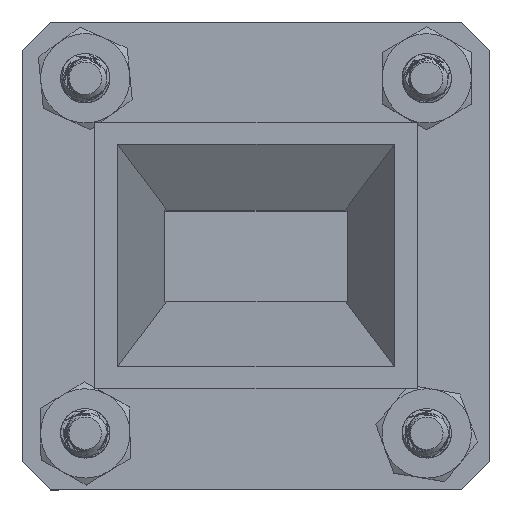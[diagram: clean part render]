
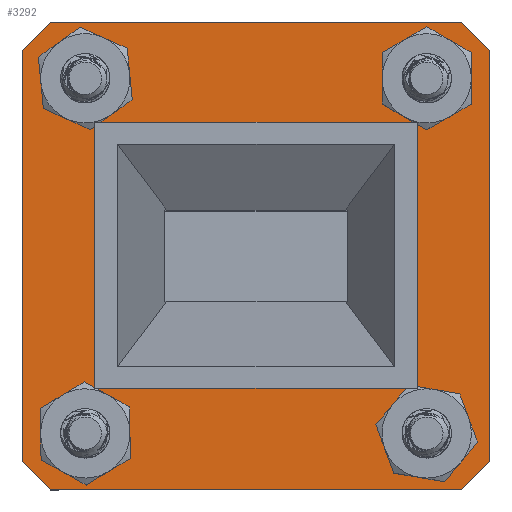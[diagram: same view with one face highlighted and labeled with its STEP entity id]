
A CAD part, top view. The second image highlights one B-rep face of the part: STEP entity #3292.
In plain terms, the highlighted planar face has unit normal (0, 0, 1).
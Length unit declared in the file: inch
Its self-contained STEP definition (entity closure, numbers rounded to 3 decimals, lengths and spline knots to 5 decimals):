
#48 = LINE ( 'NONE', #13882, #16337 ) ;
#60 = EDGE_CURVE ( 'NONE', #4072, #4072, #14607, .T. ) ;
#356 = EDGE_LOOP ( 'NONE', ( #17059, #6454, #10701, #19671, #18824, #16848, #21751, #11807 ) ) ;
#505 = LINE ( 'NONE', #11089, #11459 ) ;
#615 = DIRECTION ( 'NONE',  ( -1., 0., 0. ) ) ;
#677 = VECTOR ( 'NONE', #20133, 39.37008 ) ;
#948 = DIRECTION ( 'NONE',  ( 0., 0., -1. ) ) ;
#1226 = DIRECTION ( 'NONE',  ( 0., 0., -1. ) ) ;
#1307 = DIRECTION ( 'NONE',  ( -1., 0., 0. ) ) ;
#1457 = DIRECTION ( 'NONE',  ( -1., 0., 0. ) ) ;
#1543 = FACE_BOUND ( 'NONE', #12622, .T. ) ;
#1550 = EDGE_LOOP ( 'NONE', ( #12888 ) ) ;
#1879 = CARTESIAN_POINT ( 'NONE',  ( -0.56988, 0.47795, 1.49331 ) ) ;
#2002 = VERTEX_POINT ( 'NONE', #9135 ) ;
#2119 = CARTESIAN_POINT ( 'NONE',  ( 0.20624, 0.65492, 1.49331 ) ) ;
#2344 = VERTEX_POINT ( 'NONE', #20517 ) ;
#2530 = VECTOR ( 'NONE', #13162, 39.37008 ) ;
#2818 = FACE_BOUND ( 'NONE', #12548, .T. ) ;
#2830 = CARTESIAN_POINT ( 'NONE',  ( -0.20624, 0.33366, 1.49331 ) ) ;
#2886 = CARTESIAN_POINT ( 'NONE',  ( 0.42421, 0.47795, 1.49331 ) ) ;
#2986 = DIRECTION ( 'NONE',  ( 0., 0., -1. ) ) ;
#3049 = FACE_BOUND ( 'NONE', #19933, .T. ) ;
#3292 = ADVANCED_FACE ( 'NONE', ( #3049, #2818, #13751, #10148, #1543, #22465 ), #8273, .F. ) ;
#3522 = VECTOR ( 'NONE', #3951, 39.37008 ) ;
#3633 = VERTEX_POINT ( 'NONE', #18274 ) ;
#3932 = VERTEX_POINT ( 'NONE', #7628 ) ;
#3951 = DIRECTION ( 'NONE',  ( -0.707, 0.707, 0. ) ) ;
#4019 = CARTESIAN_POINT ( 'NONE',  ( 0.20624, 0.33366, 1.49331 ) ) ;
#4072 = VERTEX_POINT ( 'NONE', #1879 ) ;
#4132 = DIRECTION ( 'NONE',  ( 1., 0., 0. ) ) ;
#4177 = EDGE_CURVE ( 'NONE', #13925, #22316, #19247, .T. ) ;
#4227 = ORIENTED_EDGE ( 'NONE', *, *, #5554, .T. ) ;
#4343 = DIRECTION ( 'NONE',  ( -1., 0., 0. ) ) ;
#4360 = VECTOR ( 'NONE', #10929, 39.37008 ) ;
#4412 = VECTOR ( 'NONE', #15817, 39.37008 ) ;
#4754 = ORIENTED_EDGE ( 'NONE', *, *, #60, .T. ) ;
#5493 = LINE ( 'NONE', #2119, #677 ) ;
#5538 = VECTOR ( 'NONE', #13665, 39.37008 ) ;
#5539 = LINE ( 'NONE', #4019, #5948 ) ;
#5554 = EDGE_CURVE ( 'NONE', #16139, #14568, #16018, .T. ) ;
#5703 = LINE ( 'NONE', #14764, #13112 ) ;
#5863 = AXIS2_PLACEMENT_3D ( 'NONE', #15401, #20509, #4343 ) ;
#5948 = VECTOR ( 'NONE', #4132, 39.37008 ) ;
#5953 = DIRECTION ( 'NONE',  ( -1., 0., 0. ) ) ;
#6406 = LINE ( 'NONE', #11767, #2530 ) ;
#6454 = ORIENTED_EDGE ( 'NONE', *, *, #12457, .T. ) ;
#6884 = DIRECTION ( 'NONE',  ( 0., 0., -1. ) ) ;
#7305 = LINE ( 'NONE', #10136, #18154 ) ;
#7628 = CARTESIAN_POINT ( 'NONE',  ( 0.57618, -0.65492, 1.49331 ) ) ;
#7929 = CIRCLE ( 'NONE', #16868, 0.07283 ) ;
#8273 = PLANE ( 'NONE',  #17209 ) ;
#8283 = ORIENTED_EDGE ( 'NONE', *, *, #20613, .T. ) ;
#8332 = CARTESIAN_POINT ( 'NONE',  ( -0.20624, -0.33366, 1.49331 ) ) ;
#9058 = VERTEX_POINT ( 'NONE', #12880 ) ;
#9135 = CARTESIAN_POINT ( 'NONE',  ( 0.65492, -0.57618, 1.49331 ) ) ;
#9220 = EDGE_CURVE ( 'NONE', #13599, #13599, #7929, .T. ) ;
#9529 = DIRECTION ( 'NONE',  ( -1., 0., 0. ) ) ;
#9876 = EDGE_CURVE ( 'NONE', #21329, #2344, #21625, .T. ) ;
#9922 = DIRECTION ( 'NONE',  ( 0., 1., 0. ) ) ;
#10136 = CARTESIAN_POINT ( 'NONE',  ( -0.65492, 0.33366, 1.49331 ) ) ;
#10148 = FACE_BOUND ( 'NONE', #14050, .T. ) ;
#10626 = CARTESIAN_POINT ( 'NONE',  ( -0.57618, -0.65492, 1.49331 ) ) ;
#10701 = ORIENTED_EDGE ( 'NONE', *, *, #20833, .F. ) ;
#10929 = DIRECTION ( 'NONE',  ( -0.707, -0.707, 0. ) ) ;
#11056 = CARTESIAN_POINT ( 'NONE',  ( 0.65492, 0.57618, 1.49331 ) ) ;
#11089 = CARTESIAN_POINT ( 'NONE',  ( -0.20624, -0.33366, 1.49331 ) ) ;
#11151 = LINE ( 'NONE', #15934, #4360 ) ;
#11396 = CARTESIAN_POINT ( 'NONE',  ( 0.42421, -0.47795, 1.49331 ) ) ;
#11459 = VECTOR ( 'NONE', #615, 39.37008 ) ;
#11722 = VERTEX_POINT ( 'NONE', #18761 ) ;
#11745 = VERTEX_POINT ( 'NONE', #22191 ) ;
#11767 = CARTESIAN_POINT ( 'NONE',  ( 0.65492, -0.57618, 1.49331 ) ) ;
#11807 = ORIENTED_EDGE ( 'NONE', *, *, #9876, .T. ) ;
#11977 = EDGE_CURVE ( 'NONE', #11722, #2344, #5493, .T. ) ;
#12126 = CARTESIAN_POINT ( 'NONE',  ( -0.20624, -0.65492, 1.49331 ) ) ;
#12170 = EDGE_CURVE ( 'NONE', #3932, #2002, #6406, .T. ) ;
#12320 = CARTESIAN_POINT ( 'NONE',  ( 0.65492, -0.65492, 1.49331 ) ) ;
#12457 = EDGE_CURVE ( 'NONE', #11722, #9058, #11151, .T. ) ;
#12548 = EDGE_LOOP ( 'NONE', ( #4754 ) ) ;
#12622 = EDGE_LOOP ( 'NONE', ( #21602, #8283, #4227, #20922 ) ) ;
#12802 = DIRECTION ( 'NONE',  ( -1., 0., 0. ) ) ;
#12880 = CARTESIAN_POINT ( 'NONE',  ( -0.65492, 0.57618, 1.49331 ) ) ;
#12888 = ORIENTED_EDGE ( 'NONE', *, *, #20239, .T. ) ;
#13112 = VECTOR ( 'NONE', #12802, 39.37008 ) ;
#13162 = DIRECTION ( 'NONE',  ( 0.707, 0.707, 0. ) ) ;
#13369 = AXIS2_PLACEMENT_3D ( 'NONE', #17308, #2986, #9529 ) ;
#13599 = VERTEX_POINT ( 'NONE', #11396 ) ;
#13665 = DIRECTION ( 'NONE',  ( 0.707, -0.707, 0. ) ) ;
#13751 = FACE_BOUND ( 'NONE', #1550, .T. ) ;
#13882 = CARTESIAN_POINT ( 'NONE',  ( 0.20624, -0.65492, 1.49331 ) ) ;
#13925 = VERTEX_POINT ( 'NONE', #18455 ) ;
#14050 = EDGE_LOOP ( 'NONE', ( #21788 ) ) ;
#14382 = ORIENTED_EDGE ( 'NONE', *, *, #9220, .T. ) ;
#14404 = DIRECTION ( 'NONE',  ( 0., 1., 0. ) ) ;
#14568 = VERTEX_POINT ( 'NONE', #16214 ) ;
#14607 = CIRCLE ( 'NONE', #19806, 0.07283 ) ;
#14764 = CARTESIAN_POINT ( 'NONE',  ( -0.20624, -0.65492, 1.49331 ) ) ;
#15397 = VECTOR ( 'NONE', #9922, 39.37008 ) ;
#15401 = CARTESIAN_POINT ( 'NONE',  ( -0.49705, -0.47795, 1.49331 ) ) ;
#15437 = VERTEX_POINT ( 'NONE', #16956 ) ;
#15648 = EDGE_CURVE ( 'NONE', #14568, #15437, #5539, .T. ) ;
#15817 = DIRECTION ( 'NONE',  ( 0., -1., 0. ) ) ;
#15934 = CARTESIAN_POINT ( 'NONE',  ( -0.57618, 0.65492, 1.49331 ) ) ;
#16018 = LINE ( 'NONE', #2830, #15397 ) ;
#16024 = EDGE_CURVE ( 'NONE', #16977, #16977, #20418, .T. ) ;
#16139 = VERTEX_POINT ( 'NONE', #8332 ) ;
#16214 = CARTESIAN_POINT ( 'NONE',  ( -0.20624, 0.33366, 1.49331 ) ) ;
#16337 = VECTOR ( 'NONE', #17838, 39.37008 ) ;
#16848 = ORIENTED_EDGE ( 'NONE', *, *, #12170, .T. ) ;
#16868 = AXIS2_PLACEMENT_3D ( 'NONE', #19250, #1226, #1457 ) ;
#16956 = CARTESIAN_POINT ( 'NONE',  ( 0.20624, 0.33366, 1.49331 ) ) ;
#16977 = VERTEX_POINT ( 'NONE', #2886 ) ;
#17059 = ORIENTED_EDGE ( 'NONE', *, *, #11977, .F. ) ;
#17209 = AXIS2_PLACEMENT_3D ( 'NONE', #12126, #6884, #1307 ) ;
#17308 = CARTESIAN_POINT ( 'NONE',  ( 0.49705, 0.47795, 1.49331 ) ) ;
#17513 = CARTESIAN_POINT ( 'NONE',  ( -0.65492, -0.57618, 1.49331 ) ) ;
#17838 = DIRECTION ( 'NONE',  ( 0., -1., 0. ) ) ;
#17871 = CARTESIAN_POINT ( 'NONE',  ( 0.65492, 0.57618, 1.49331 ) ) ;
#18154 = VECTOR ( 'NONE', #14404, 39.37008 ) ;
#18274 = CARTESIAN_POINT ( 'NONE',  ( 0.20624, -0.33366, 1.49331 ) ) ;
#18455 = CARTESIAN_POINT ( 'NONE',  ( -0.65492, -0.57618, 1.49331 ) ) ;
#18761 = CARTESIAN_POINT ( 'NONE',  ( -0.57618, 0.65492, 1.49331 ) ) ;
#18824 = ORIENTED_EDGE ( 'NONE', *, *, #19270, .F. ) ;
#19175 = LINE ( 'NONE', #12320, #4412 ) ;
#19247 = LINE ( 'NONE', #17513, #5538 ) ;
#19250 = CARTESIAN_POINT ( 'NONE',  ( 0.49705, -0.47795, 1.49331 ) ) ;
#19270 = EDGE_CURVE ( 'NONE', #3932, #22316, #5703, .T. ) ;
#19671 = ORIENTED_EDGE ( 'NONE', *, *, #4177, .T. ) ;
#19806 = AXIS2_PLACEMENT_3D ( 'NONE', #22101, #948, #5953 ) ;
#19933 = EDGE_LOOP ( 'NONE', ( #14382 ) ) ;
#20133 = DIRECTION ( 'NONE',  ( 1., 0., 0. ) ) ;
#20239 = EDGE_CURVE ( 'NONE', #11745, #11745, #21463, .T. ) ;
#20418 = CIRCLE ( 'NONE', #13369, 0.07283 ) ;
#20509 = DIRECTION ( 'NONE',  ( 0., 0., -1. ) ) ;
#20517 = CARTESIAN_POINT ( 'NONE',  ( 0.57618, 0.65492, 1.49331 ) ) ;
#20613 = EDGE_CURVE ( 'NONE', #3633, #16139, #505, .T. ) ;
#20833 = EDGE_CURVE ( 'NONE', #13925, #9058, #7305, .T. ) ;
#20922 = ORIENTED_EDGE ( 'NONE', *, *, #15648, .T. ) ;
#21329 = VERTEX_POINT ( 'NONE', #17871 ) ;
#21463 = CIRCLE ( 'NONE', #5863, 0.07283 ) ;
#21602 = ORIENTED_EDGE ( 'NONE', *, *, #22330, .T. ) ;
#21625 = LINE ( 'NONE', #11056, #3522 ) ;
#21751 = ORIENTED_EDGE ( 'NONE', *, *, #21947, .F. ) ;
#21788 = ORIENTED_EDGE ( 'NONE', *, *, #16024, .T. ) ;
#21947 = EDGE_CURVE ( 'NONE', #21329, #2002, #19175, .T. ) ;
#22101 = CARTESIAN_POINT ( 'NONE',  ( -0.49705, 0.47795, 1.49331 ) ) ;
#22191 = CARTESIAN_POINT ( 'NONE',  ( -0.56988, -0.47795, 1.49331 ) ) ;
#22316 = VERTEX_POINT ( 'NONE', #10626 ) ;
#22330 = EDGE_CURVE ( 'NONE', #15437, #3633, #48, .T. ) ;
#22465 = FACE_OUTER_BOUND ( 'NONE', #356, .T. ) ;
